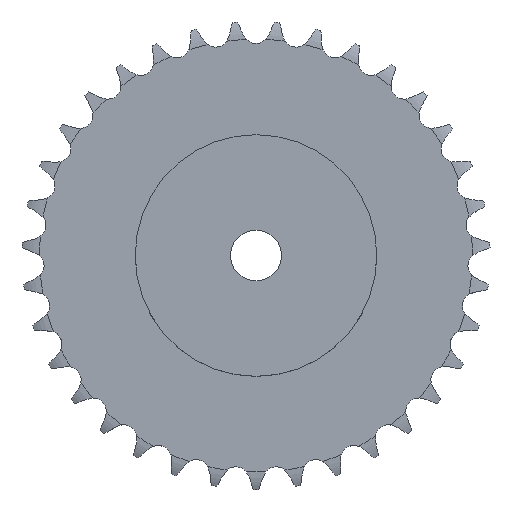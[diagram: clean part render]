
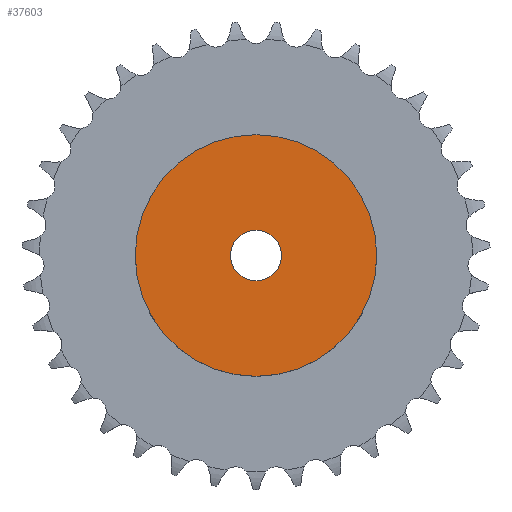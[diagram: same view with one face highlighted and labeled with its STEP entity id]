
A CAD part, top view. The second image highlights one B-rep face of the part: STEP entity #37603.
In plain terms, the highlighted planar face has unit normal (0, 0, 1).
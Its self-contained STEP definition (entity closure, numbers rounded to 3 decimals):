
#4395 = CYLINDRICAL_SURFACE('',#4396,47.5);
#4396 = AXIS2_PLACEMENT_3D('',#4397,#4398,#4399);
#4397 = CARTESIAN_POINT('',(0.,0.,0.));
#4398 = DIRECTION('',(-0.,-0.,-1.));
#4399 = DIRECTION('',(1.,0.,0.));
#23554 = VERTEX_POINT('',#23555);
#23555 = CARTESIAN_POINT('',(47.5,0.,35.));
#23576 = EDGE_CURVE('',#23554,#23554,#23577,.T.);
#23577 = SURFACE_CURVE('',#23578,(#23583,#23590),.PCURVE_S1.);
#23578 = CIRCLE('',#23579,47.5);
#23579 = AXIS2_PLACEMENT_3D('',#23580,#23581,#23582);
#23580 = CARTESIAN_POINT('',(0.,0.,35.));
#23581 = DIRECTION('',(0.,0.,1.));
#23582 = DIRECTION('',(1.,0.,0.));
#23583 = PCURVE('',#4395,#23584);
#23584 = DEFINITIONAL_REPRESENTATION('',(#23585),#23589);
#23585 = LINE('',#23586,#23587);
#23586 = CARTESIAN_POINT('',(-0.,-35.));
#23587 = VECTOR('',#23588,1.);
#23588 = DIRECTION('',(-1.,0.));
#23589 = ( GEOMETRIC_REPRESENTATION_CONTEXT(2) 
PARAMETRIC_REPRESENTATION_CONTEXT() REPRESENTATION_CONTEXT('2D SPACE',''
  ) );
#23590 = PCURVE('',#23591,#23596);
#23591 = PLANE('',#23592);
#23592 = AXIS2_PLACEMENT_3D('',#23593,#23594,#23595);
#23593 = CARTESIAN_POINT('',(0.,0.,35.)
  );
#23594 = DIRECTION('',(0.,0.,1.));
#23595 = DIRECTION('',(1.,0.,0.));
#23596 = DEFINITIONAL_REPRESENTATION('',(#23597),#23601);
#23597 = CIRCLE('',#23598,47.5);
#23598 = AXIS2_PLACEMENT_2D('',#23599,#23600);
#23599 = CARTESIAN_POINT('',(0.,0.));
#23600 = DIRECTION('',(1.,0.));
#23601 = ( GEOMETRIC_REPRESENTATION_CONTEXT(2) 
PARAMETRIC_REPRESENTATION_CONTEXT() REPRESENTATION_CONTEXT('2D SPACE',''
  ) );
#31846 = CYLINDRICAL_SURFACE('',#31847,10.);
#31847 = AXIS2_PLACEMENT_3D('',#31848,#31849,#31850);
#31848 = CARTESIAN_POINT('',(0.,0.,277.971));
#31849 = DIRECTION('',(0.,0.,1.));
#31850 = DIRECTION('',(1.,0.,0.));
#37603 = ADVANCED_FACE('',(#37604,#37607),#23591,.T.);
#37604 = FACE_BOUND('',#37605,.T.);
#37605 = EDGE_LOOP('',(#37606));
#37606 = ORIENTED_EDGE('',*,*,#23576,.T.);
#37607 = FACE_BOUND('',#37608,.T.);
#37608 = EDGE_LOOP('',(#37609));
#37609 = ORIENTED_EDGE('',*,*,#37610,.F.);
#37610 = EDGE_CURVE('',#37611,#37611,#37613,.T.);
#37611 = VERTEX_POINT('',#37612);
#37612 = CARTESIAN_POINT('',(10.,0.,35.));
#37613 = SURFACE_CURVE('',#37614,(#37619,#37626),.PCURVE_S1.);
#37614 = CIRCLE('',#37615,10.);
#37615 = AXIS2_PLACEMENT_3D('',#37616,#37617,#37618);
#37616 = CARTESIAN_POINT('',(0.,0.,35.));
#37617 = DIRECTION('',(0.,0.,1.));
#37618 = DIRECTION('',(1.,0.,0.));
#37619 = PCURVE('',#23591,#37620);
#37620 = DEFINITIONAL_REPRESENTATION('',(#37621),#37625);
#37621 = CIRCLE('',#37622,10.);
#37622 = AXIS2_PLACEMENT_2D('',#37623,#37624);
#37623 = CARTESIAN_POINT('',(0.,0.));
#37624 = DIRECTION('',(1.,0.));
#37625 = ( GEOMETRIC_REPRESENTATION_CONTEXT(2) 
PARAMETRIC_REPRESENTATION_CONTEXT() REPRESENTATION_CONTEXT('2D SPACE',''
  ) );
#37626 = PCURVE('',#31846,#37627);
#37627 = DEFINITIONAL_REPRESENTATION('',(#37628),#37632);
#37628 = LINE('',#37629,#37630);
#37629 = CARTESIAN_POINT('',(0.,-242.971));
#37630 = VECTOR('',#37631,1.);
#37631 = DIRECTION('',(1.,0.));
#37632 = ( GEOMETRIC_REPRESENTATION_CONTEXT(2) 
PARAMETRIC_REPRESENTATION_CONTEXT() REPRESENTATION_CONTEXT('2D SPACE',''
  ) );
